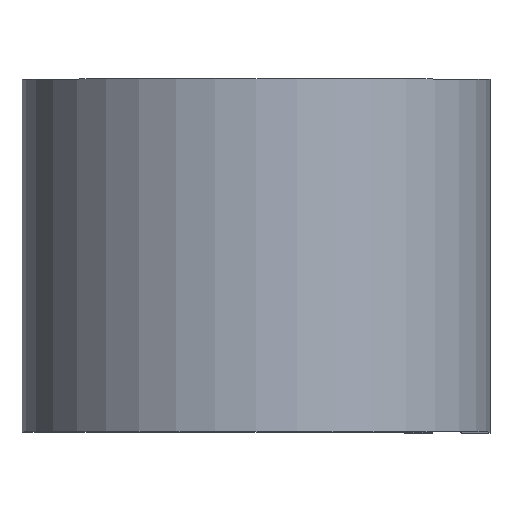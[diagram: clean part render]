
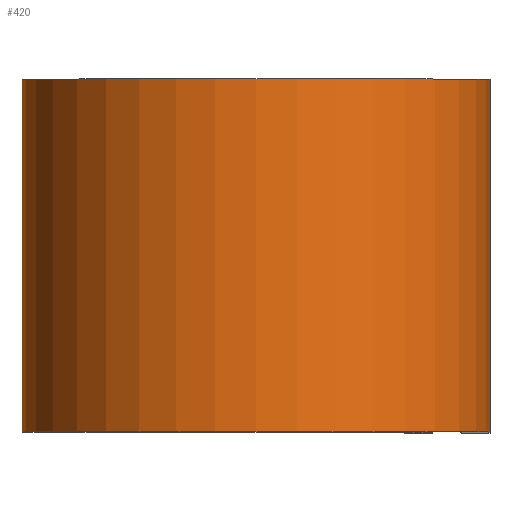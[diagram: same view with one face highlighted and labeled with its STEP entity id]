
A CAD part, top view. The second image highlights one B-rep face of the part: STEP entity #420.
In plain terms, the highlighted cylindrical face has radius 12.636 mm (diameter 25.273 mm), a partial arc.
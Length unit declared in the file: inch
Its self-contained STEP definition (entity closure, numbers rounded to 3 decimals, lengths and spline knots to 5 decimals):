
#1 = CARTESIAN_POINT ( 'NONE',  ( 0.4975, 0.375, 0. ) ) ;
#7 = LINE ( 'NONE', #67, #516 ) ;
#24 = DIRECTION ( 'NONE',  ( 0., -1., 0. ) ) ;
#53 = CARTESIAN_POINT ( 'NONE',  ( 0., 0.375, -0.4975 ) ) ;
#67 = CARTESIAN_POINT ( 'NONE',  ( 0.4975, 0.375, 0. ) ) ;
#79 = VERTEX_POINT ( 'NONE', #628 ) ;
#108 = CARTESIAN_POINT ( 'NONE',  ( 0.4975, -0.375, 0. ) ) ;
#115 = VECTOR ( 'NONE', #532, 39.37008 ) ;
#117 = VERTEX_POINT ( 'NONE', #53 ) ;
#147 = CYLINDRICAL_SURFACE ( 'NONE', #205, 0.4975 ) ;
#164 = ORIENTED_EDGE ( 'NONE', *, *, #228, .F. ) ;
#183 = DIRECTION ( 'NONE',  ( 0., 1., 0. ) ) ;
#184 = AXIS2_PLACEMENT_3D ( 'NONE', #451, #183, #402 ) ;
#189 = CARTESIAN_POINT ( 'NONE',  ( 0., 0.375, 0. ) ) ;
#205 = AXIS2_PLACEMENT_3D ( 'NONE', #189, #521, #558 ) ;
#216 = EDGE_CURVE ( 'NONE', #235, #352, #7, .T. ) ;
#224 = EDGE_CURVE ( 'NONE', #79, #352, #426, .T. ) ;
#228 = EDGE_CURVE ( 'NONE', #117, #235, #442, .T. ) ;
#235 = VERTEX_POINT ( 'NONE', #1 ) ;
#246 = EDGE_LOOP ( 'NONE', ( #316, #626, #164, #285 ) ) ;
#285 = ORIENTED_EDGE ( 'NONE', *, *, #570, .T. ) ;
#306 = DIRECTION ( 'NONE',  ( 0., 1., 0. ) ) ;
#311 = CARTESIAN_POINT ( 'NONE',  ( 0., 0.375, 0. ) ) ;
#316 = ORIENTED_EDGE ( 'NONE', *, *, #224, .T. ) ;
#352 = VERTEX_POINT ( 'NONE', #108 ) ;
#402 = DIRECTION ( 'NONE',  ( 1., 0., 0. ) ) ;
#405 = AXIS2_PLACEMENT_3D ( 'NONE', #311, #306, #456 ) ;
#420 = ADVANCED_FACE ( 'NONE', ( #450 ), #147, .T. ) ;
#426 = CIRCLE ( 'NONE', #184, 0.4975 ) ;
#442 = CIRCLE ( 'NONE', #405, 0.4975 ) ;
#450 = FACE_OUTER_BOUND ( 'NONE', #246, .T. ) ;
#451 = CARTESIAN_POINT ( 'NONE',  ( 0., -0.375, 0. ) ) ;
#456 = DIRECTION ( 'NONE',  ( 1., 0., 0. ) ) ;
#494 = CARTESIAN_POINT ( 'NONE',  ( 0., 0.375, -0.4975 ) ) ;
#516 = VECTOR ( 'NONE', #24, 39.37008 ) ;
#521 = DIRECTION ( 'NONE',  ( 0., -1., 0. ) ) ;
#532 = DIRECTION ( 'NONE',  ( 0., -1., 0. ) ) ;
#558 = DIRECTION ( 'NONE',  ( 0., 0., -1. ) ) ;
#570 = EDGE_CURVE ( 'NONE', #117, #79, #586, .T. ) ;
#586 = LINE ( 'NONE', #494, #115 ) ;
#626 = ORIENTED_EDGE ( 'NONE', *, *, #216, .F. ) ;
#628 = CARTESIAN_POINT ( 'NONE',  ( 0., -0.375, -0.4975 ) ) ;
